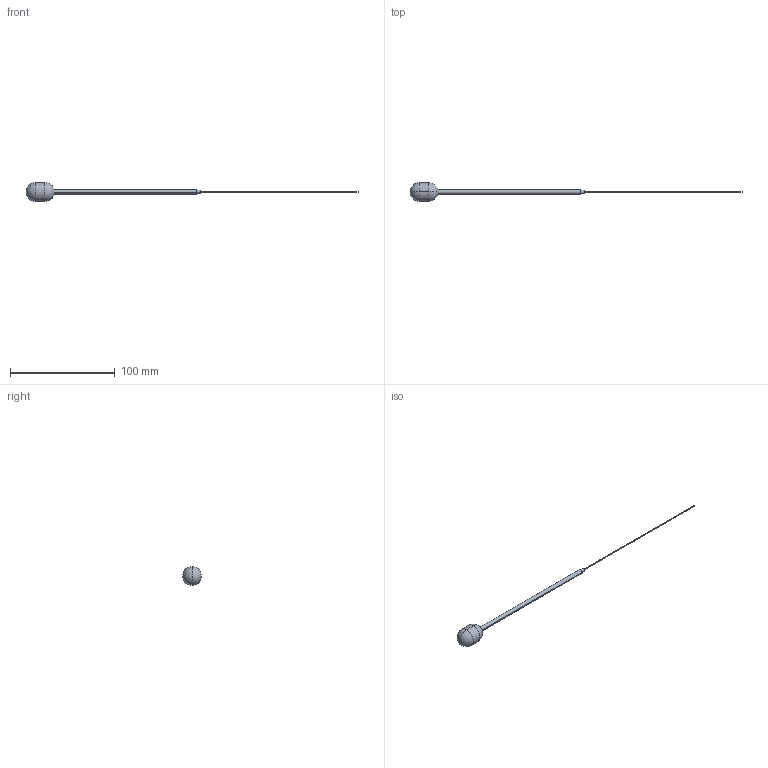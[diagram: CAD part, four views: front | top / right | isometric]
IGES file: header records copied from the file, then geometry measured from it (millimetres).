
Start section:  PTC IGES file: fb-do-23511-000_sw0001.igs
Global section: file name: fb-do-23511-000_sw0001.igs; native system: Pro/ENGINEER by Parametric Technology Corporation; preprocessor: 2011220; author: oqiu; organization: Unknown; date: 20120327.090503; units: inch
Bounding box: 316.73 x 18.03 x 18.03 mm (x, y, z)
Volume: 7277.3 mm3; surface area: 3913.2 mm2
Topology: 1 solids, 2 shells, 67 faces, 144 edges, 82 vertices
Faces by surface type: revolution 52, bspline 15
